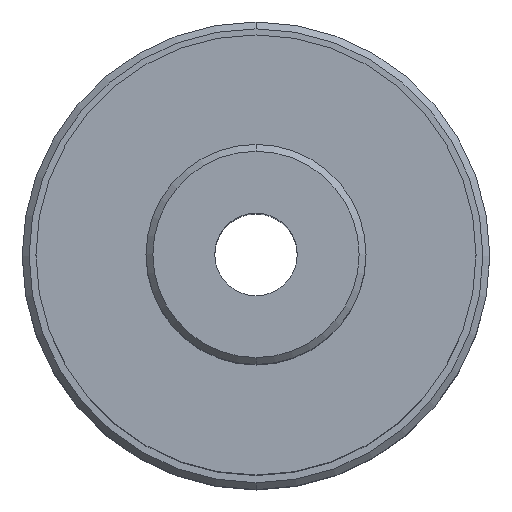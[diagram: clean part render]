
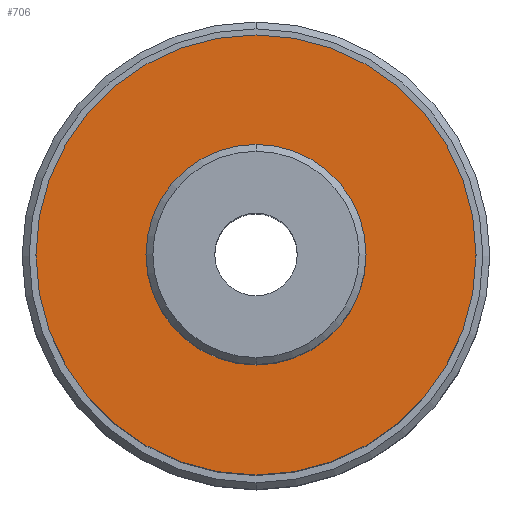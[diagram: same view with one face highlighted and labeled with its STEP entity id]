
A CAD part, top view. The second image highlights one B-rep face of the part: STEP entity #706.
In plain terms, the highlighted planar face has unit normal (0, 0, 1).
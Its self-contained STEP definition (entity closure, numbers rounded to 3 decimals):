
#205=CARTESIAN_POINT('',(0.,0.,0.));
#206=DIRECTION('',(0.,0.,-1.));
#207=DIRECTION('',(0.,1.,0.));
#208=AXIS2_PLACEMENT_3D('',#205,#206,#207);
#213=CARTESIAN_POINT('',(0.,0.,0.));
#214=DIRECTION('',(0.,0.,1.));
#215=DIRECTION('',(0.,1.,0.));
#216=AXIS2_PLACEMENT_3D('',#213,#214,#215);
#229=CARTESIAN_POINT('',(0.,0.,0.));
#230=DIRECTION('',(0.,0.,1.));
#231=DIRECTION('',(0.,1.,0.));
#232=AXIS2_PLACEMENT_3D('',#229,#230,#231);
#298=CARTESIAN_POINT('',(0.,0.,0.));
#299=DIRECTION('',(0.,0.,-1.));
#300=DIRECTION('',(0.,1.,0.));
#301=AXIS2_PLACEMENT_3D('',#298,#299,#300);
#433=CARTESIAN_POINT('',(0.,8.,0.));
#434=CARTESIAN_POINT('',(0.,-8.,0.));
#435=VERTEX_POINT('',#433);
#436=VERTEX_POINT('',#434);
#458=CARTESIAN_POINT('',(0.,16.,0.));
#460=VERTEX_POINT('',#458);
#466=CARTESIAN_POINT('',(0.,-16.,0.));
#468=VERTEX_POINT('',#466);
#691=CARTESIAN_POINT('',(0.,0.,0.));
#692=DIRECTION('',(0.,0.,1.));
#693=DIRECTION('',(0.,1.,0.));
#694=AXIS2_PLACEMENT_3D('',#691,#692,#693);
#695=PLANE('',#694);
#696=ORIENTED_EDGE('',*,*,#686,.T.);
#697=ORIENTED_EDGE('',*,*,#670,.F.);
#698=EDGE_LOOP('',(#696,#697));
#699=FACE_OUTER_BOUND('',#698,.F.);
#701=ORIENTED_EDGE('',*,*,#700,.T.);
#703=ORIENTED_EDGE('',*,*,#702,.F.);
#704=EDGE_LOOP('',(#701,#703));
#705=FACE_BOUND('',#704,.F.);
#209=CIRCLE('',#208,16.);
#217=CIRCLE('',#216,16.);
#233=CIRCLE('',#232,8.);
#302=CIRCLE('',#301,8.);
#670=EDGE_CURVE('',#460,#468,#217,.T.);
#686=EDGE_CURVE('',#460,#468,#209,.T.);
#700=EDGE_CURVE('',#435,#436,#233,.T.);
#702=EDGE_CURVE('',#435,#436,#302,.T.);
#706=ADVANCED_FACE('',(#699,#705),#695,.T.);
